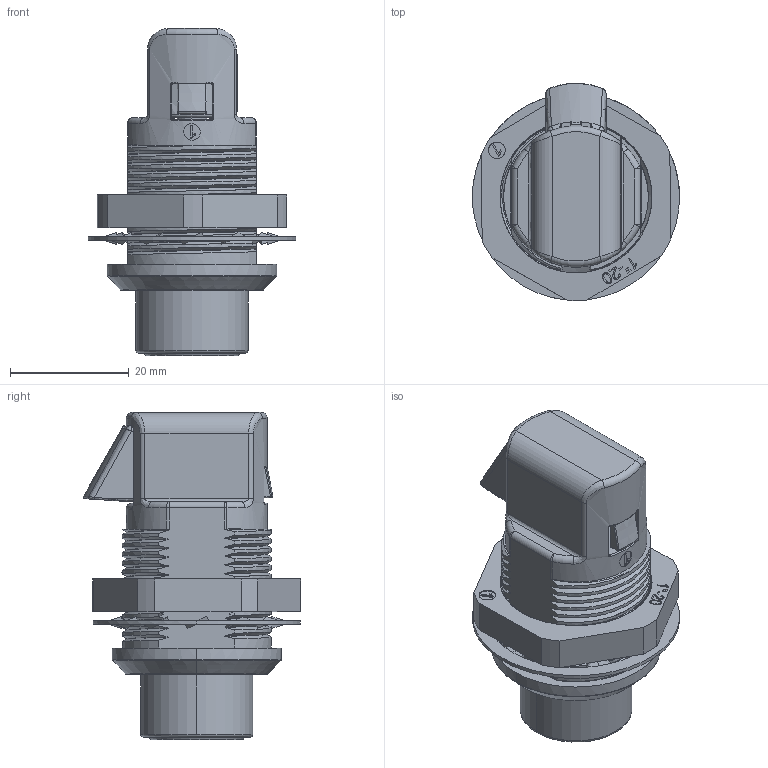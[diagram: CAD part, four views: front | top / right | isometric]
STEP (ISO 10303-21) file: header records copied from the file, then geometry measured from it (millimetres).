
FILE_DESCRIPTION(/* description */ ('NON LOCKING PUSH BUTTON ASSEMBLY, LESS FINGER PULL'),/* implementation_level */ '2;1');
FILE_NAME(/* name */ '625-PK.stp',/* time_stamp */ '2023-11-21T09:23:19-05:00',/* author */ ('dtinay'),/* organization */ ('Eberhard Manufacturing Company'),/* preprocessor_version */ 'ST-DEVELOPER v20',/* originating_system */ 'Autodesk Inventor 2024',/* authorisation */ '');
FILE_SCHEMA (('AUTOMOTIVE_DESIGN { 1 0 10303 214 3 1 1 }'));
Products named in the file (5): 625-PK; 625-1; M11864-4; M11864-5; 846-BATCH CODE LABEL
Assembly tree (4 placements, depth 2):
  625-PK
    625-1
    M11864-4
    M11864-5
    846-BATCH CODE LABEL
Bounding box: 34.9 x 36.59 x 55.1 mm (x, y, z)
Volume: 228.3 mm3; surface area: 20446.2 mm2
Topology: 2 solids, 212 shells, 1694 faces, 5429 edges, 3902 vertices
Faces by surface type: bspline 907, plane 685, torus 66, sphere 26, cylinder 10
Entity records: 139418 total; most frequent: CARTESIAN_POINT 96964, ORIENTED_EDGE 9363, EDGE_CURVE 5427, DIRECTION 5255, VERTEX_POINT 3902, B_SPLINE_CURVE_WITH_KNOTS 2458, LINE 2277, VECTOR 2277
